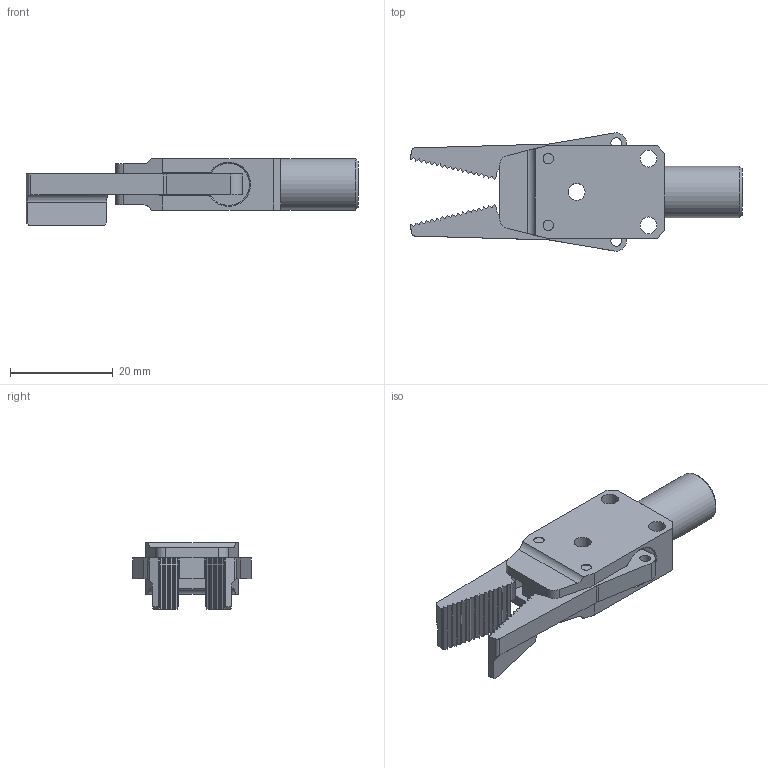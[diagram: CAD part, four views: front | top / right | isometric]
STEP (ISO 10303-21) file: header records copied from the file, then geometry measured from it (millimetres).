
FILE_DESCRIPTION(('STEP AP214'),'1');
FILE_NAME('Sprue.Gripper.10-08.Extra.Wide.Jaws_GZ12-10-8-W.STEP.stp','2020-04-17T12:21:59',(' '),(' '),'Spatial InterOp 3D',' ',' ');
FILE_SCHEMA(('AUTOMOTIVE_DESIGN { 1 0 10303 214 1 1 1 1 }'));
Length unit declared in the file: millimetre
Products named in the file (4): Sprue.Gripper.10-08.Extra.Wide.Jaws_GZ12-10-8-W.STEP
Assembly tree (3 placements, depth 2):
  Sprue.Gripper.10-08.Extra.Wide.Jaws_GZ12-10-8-W.STEP
    Sprue.Gripper.10-08.Extra.Wide.Jaws_GZ12-10-8-W.STEP
    Sprue.Gripper.10-08.Extra.Wide.Jaws_GZ12-10-8-W.STEP
    Sprue.Gripper.10-08.Extra.Wide.Jaws_GZ12-10-8-W.STEP
Bounding box: 64.62 x 23.04 x 12.97 mm (x, y, z)
Volume: 6658.8 mm3; surface area: 5598.2 mm2
Topology: 3 solids, 4 shells, 201 faces, 557 edges, 371 vertices
Faces by surface type: plane 143, cylinder 50, cone 8
Full cylindrical faces by diameter (mm): 1 x1, 2.02 x6, 2.05 x4, 3.3 x3, 4.2 x3, 8.2 x2, 10 x1
Entity records: 8129 total; most frequent: CARTESIAN_POINT 1220, ORIENTED_EDGE 1056, DIRECTION 1022, EDGE_CURVE 528, LINE 410, VECTOR 410, VERTEX_POINT 364, AXIS2_PLACEMENT_3D 306
